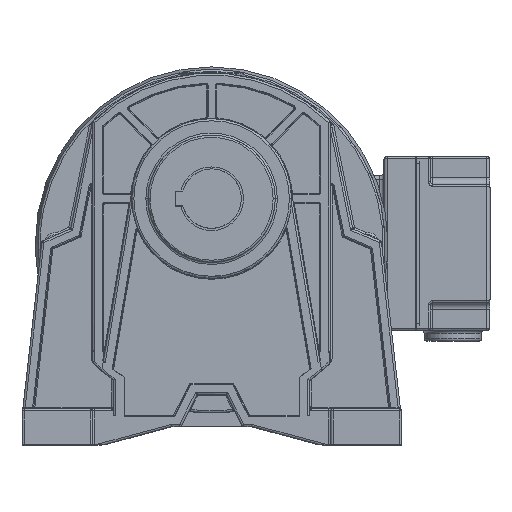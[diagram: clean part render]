
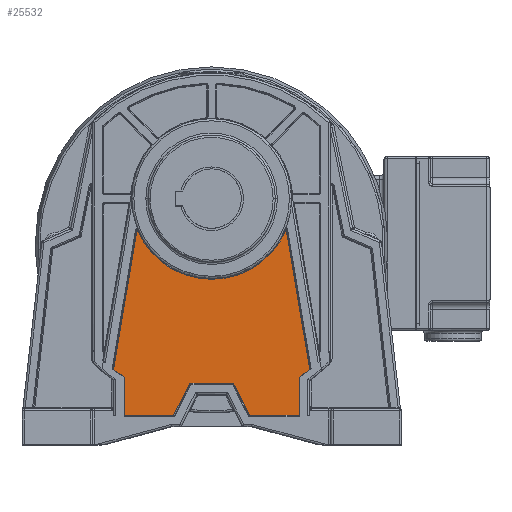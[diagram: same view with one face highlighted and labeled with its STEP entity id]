
A CAD part, top view. The second image highlights one B-rep face of the part: STEP entity #25532.
In plain terms, the highlighted planar face has unit normal (0, 0, 1).
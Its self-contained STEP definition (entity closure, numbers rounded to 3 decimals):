
#6422=CARTESIAN_POINT('',(0.,0.,6.533));
#6423=DIRECTION('',(0.,0.,-1.));
#6424=DIRECTION('',(-0.546,-0.838,0.));
#6425=AXIS2_PLACEMENT_3D('',#6422,#6423,#6424);
#6427=DIRECTION('',(0.166,0.986,0.));
#6428=VECTOR('',#6427,66.683);
#6429=CARTESIAN_POINT('',(-46.274,-59.816,6.533));
#6430=LINE('',#6429,#6428);
#6431=CARTESIAN_POINT('',(-35.227,5.945,6.533));
#6432=CARTESIAN_POINT('',(-35.221,5.97,6.533));
#6433=CARTESIAN_POINT('',(-35.201,6.009,6.532));
#6434=CARTESIAN_POINT('',(-35.143,6.032,6.533));
#6435=CARTESIAN_POINT('',(-35.086,6.024,6.532));
#6436=CARTESIAN_POINT('',(-35.054,5.995,6.533));
#6437=CARTESIAN_POINT('',(-35.04,5.975,6.533));
#6439=CARTESIAN_POINT('',(0.,20.904,6.533));
#6440=DIRECTION('',(0.,0.,1.));
#6441=DIRECTION('',(-0.92,-0.392,0.));
#6442=AXIS2_PLACEMENT_3D('',#6439,#6440,#6441);
#6444=CARTESIAN_POINT('',(35.037,5.968,6.532));
#6445=CARTESIAN_POINT('',(35.051,5.992,6.532));
#6446=CARTESIAN_POINT('',(35.081,6.027,6.532));
#6447=CARTESIAN_POINT('',(35.147,6.031,6.533));
#6448=CARTESIAN_POINT('',(35.199,6.008,6.532));
#6449=CARTESIAN_POINT('',(35.22,5.97,6.533));
#6450=CARTESIAN_POINT('',(35.227,5.946,6.533));
#6452=DIRECTION('',(0.166,-0.986,0.));
#6453=VECTOR('',#6452,66.683);
#6454=CARTESIAN_POINT('',(35.227,5.946,6.533));
#6455=LINE('',#6454,#6453);
#6456=CARTESIAN_POINT('',(0.,0.,6.533));
#6457=DIRECTION('',(0.,0.,-1.));
#6458=DIRECTION('',(0.612,-0.791,0.));
#6459=AXIS2_PLACEMENT_3D('',#6456,#6457,#6458);
#6461=DIRECTION('',(0.,-1.,0.));
#6462=VECTOR('',#6461,17.84);
#6463=CARTESIAN_POINT('',(41.28,-63.366,6.533));
#6464=LINE('',#6463,#6462);
#6465=DIRECTION('',(-0.447,0.894,0.));
#6466=VECTOR('',#6465,16.236);
#6467=CARTESIAN_POINT('',(17.807,-81.151,6.533));
#6468=LINE('',#6467,#6466);
#6469=CARTESIAN_POINT('',(9.741,-67.031,6.533));
#6470=DIRECTION('',(0.,0.,1.));
#6471=DIRECTION('',(0.894,0.447,0.));
#6472=AXIS2_PLACEMENT_3D('',#6469,#6470,#6471);
#6474=CARTESIAN_POINT('',(-9.741,-67.031,6.533));
#6475=DIRECTION('',(0.,0.,1.));
#6476=DIRECTION('',(0.,1.,0.));
#6477=AXIS2_PLACEMENT_3D('',#6474,#6475,#6476);
#6479=DIRECTION('',(-0.447,-0.894,0.));
#6480=VECTOR('',#6479,16.236);
#6481=CARTESIAN_POINT('',(-10.546,-66.629,6.533));
#6482=LINE('',#6481,#6480);
#6483=DIRECTION('',(0.,-1.,0.));
#6484=VECTOR('',#6483,17.84);
#6485=CARTESIAN_POINT('',(-41.28,-63.366,6.533));
#6486=LINE('',#6485,#6484);
#6497=DIRECTION('',(1.,0.,0.));
#6498=VECTOR('',#6497,23.383);
#6499=CARTESIAN_POINT('',(-41.28,-81.206,6.533));
#6500=LINE('',#6499,#6498);
#6505=CARTESIAN_POINT('',(-17.897,-81.206,6.533));
#6506=CARTESIAN_POINT('',(-17.884,-81.206,
6.533));
#6507=CARTESIAN_POINT('',(-17.861,-81.201,6.533));
#6508=CARTESIAN_POINT('',(-17.828,-81.181,6.533));
#6509=CARTESIAN_POINT('',(-17.813,-81.162,6.533));
#6510=CARTESIAN_POINT('',(-17.807,-81.151,6.533));
#6546=DIRECTION('',(1.,0.,0.));
#6547=VECTOR('',#6546,19.482);
#6548=CARTESIAN_POINT('',(-9.741,-66.131,6.533));
#6549=LINE('',#6548,#6547);
#6573=CARTESIAN_POINT('',(17.807,-81.151,6.533));
#6574=CARTESIAN_POINT('',(17.813,-81.162,6.533));
#6575=CARTESIAN_POINT('',(17.828,-81.18,6.533));
#6576=CARTESIAN_POINT('',(17.86,-81.201,6.533));
#6577=CARTESIAN_POINT('',(17.884,-81.205,6.533));
#6578=CARTESIAN_POINT('',(17.897,-81.206,6.533));
#6599=DIRECTION('',(1.,0.,0.));
#6600=VECTOR('',#6599,23.383);
#6601=CARTESIAN_POINT('',(17.897,-81.206,6.533));
#6602=LINE('',#6601,#6600);
#15890=CARTESIAN_POINT('',(41.28,-63.366,6.533));
#15891=VERTEX_POINT('',#15890);
#15892=CARTESIAN_POINT('',(46.274,-59.816,6.533));
#15893=VERTEX_POINT('',#15892);
#15896=CARTESIAN_POINT('',(35.227,5.946,6.533));
#15897=VERTEX_POINT('',#15896);
#15898=CARTESIAN_POINT('',(-41.28,-63.366,6.533));
#15899=CARTESIAN_POINT('',(-41.28,-81.206,6.533));
#15900=VERTEX_POINT('',#15898);
#15901=VERTEX_POINT('',#15899);
#15902=CARTESIAN_POINT('',(-46.274,-59.816,6.533));
#15903=VERTEX_POINT('',#15902);
#15904=CARTESIAN_POINT('',(-35.227,5.945,
6.533));
#15905=VERTEX_POINT('',#15904);
#15906=VERTEX_POINT('',#6437);
#15907=CARTESIAN_POINT('',(35.037,5.968,6.533));
#15908=VERTEX_POINT('',#15907);
#15909=CARTESIAN_POINT('',(41.28,-81.206,6.533));
#15910=VERTEX_POINT('',#15909);
#15911=CARTESIAN_POINT('',(17.897,-81.206,6.533));
#15912=VERTEX_POINT('',#15911);
#15913=VERTEX_POINT('',#6573);
#15914=CARTESIAN_POINT('',(10.546,-66.629,6.533));
#15915=VERTEX_POINT('',#15914);
#15916=CARTESIAN_POINT('',(9.741,-66.131,6.533));
#15917=VERTEX_POINT('',#15916);
#15918=CARTESIAN_POINT('',(-9.741,-66.131,6.533));
#15919=VERTEX_POINT('',#15918);
#15920=CARTESIAN_POINT('',(-10.546,-66.629,6.533));
#15921=VERTEX_POINT('',#15920);
#15922=CARTESIAN_POINT('',(-17.807,-81.151,6.533));
#15923=VERTEX_POINT('',#15922);
#15924=VERTEX_POINT('',#6505);
#25491=CARTESIAN_POINT('',(0.,0.,6.533));
#25492=DIRECTION('',(0.,0.,1.));
#25493=DIRECTION('',(1.,0.,0.));
#25494=AXIS2_PLACEMENT_3D('',#25491,#25492,#25493);
#25495=PLANE('',#25494);
#25497=ORIENTED_EDGE('',*,*,#25496,.F.);
#25499=ORIENTED_EDGE('',*,*,#25498,.T.);
#25501=ORIENTED_EDGE('',*,*,#25500,.T.);
#25503=ORIENTED_EDGE('',*,*,#25502,.T.);
#25505=ORIENTED_EDGE('',*,*,#25504,.T.);
#25507=ORIENTED_EDGE('',*,*,#25506,.T.);
#25508=ORIENTED_EDGE('',*,*,#25483,.T.);
#25509=ORIENTED_EDGE('',*,*,#25456,.T.);
#25511=ORIENTED_EDGE('',*,*,#25510,.T.);
#25513=ORIENTED_EDGE('',*,*,#25512,.F.);
#25515=ORIENTED_EDGE('',*,*,#25514,.F.);
#25517=ORIENTED_EDGE('',*,*,#25516,.T.);
#25519=ORIENTED_EDGE('',*,*,#25518,.T.);
#25521=ORIENTED_EDGE('',*,*,#25520,.F.);
#25523=ORIENTED_EDGE('',*,*,#25522,.T.);
#25525=ORIENTED_EDGE('',*,*,#25524,.T.);
#25527=ORIENTED_EDGE('',*,*,#25526,.F.);
#25529=ORIENTED_EDGE('',*,*,#25528,.F.);
#25530=EDGE_LOOP('',(#25497,#25499,#25501,#25503,#25505,#25507,#25508,#25509,
#25511,#25513,#25515,#25517,#25519,#25521,#25523,#25525,#25527,#25529));
#25531=FACE_OUTER_BOUND('',#25530,.F.);
#6426=CIRCLE('',#6425,75.626);
#6438=B_SPLINE_CURVE_WITH_KNOTS('',3,(#6431,#6432,#6433,#6434,#6435,#6436,
#6437),.UNSPECIFIED.,.F.,.F.,(4,1,1,1,4),(0.,0.25,0.5,0.75,1.),
.UNSPECIFIED.);
#6443=CIRCLE('',#6442,38.088);
#6451=B_SPLINE_CURVE_WITH_KNOTS('',3,(#6444,#6445,#6446,#6447,#6448,#6449,
#6450),.UNSPECIFIED.,.F.,.F.,(4,1,1,1,4),(0.,0.25,0.5,0.75,1.),
.UNSPECIFIED.);
#6460=CIRCLE('',#6459,75.626);
#6473=CIRCLE('',#6472,0.9);
#6478=CIRCLE('',#6477,0.9);
#6511=B_SPLINE_CURVE_WITH_KNOTS('',3,(#6505,#6506,#6507,#6508,#6509,#6510),
.UNSPECIFIED.,.F.,.F.,(4,1,1,4),(0.,0.333,0.667,1.),
.UNSPECIFIED.);
#6579=B_SPLINE_CURVE_WITH_KNOTS('',3,(#6573,#6574,#6575,#6576,#6577,#6578),
.UNSPECIFIED.,.F.,.F.,(4,1,1,4),(0.,0.333,0.667,1.),
.UNSPECIFIED.);
#25456=EDGE_CURVE('',#15893,#15891,#6460,.T.);
#25483=EDGE_CURVE('',#15897,#15893,#6455,.T.);
#25496=EDGE_CURVE('',#15900,#15901,#6486,.T.);
#25498=EDGE_CURVE('',#15900,#15903,#6426,.T.);
#25500=EDGE_CURVE('',#15903,#15905,#6430,.T.);
#25502=EDGE_CURVE('',#15905,#15906,#6438,.T.);
#25504=EDGE_CURVE('',#15906,#15908,#6443,.T.);
#25506=EDGE_CURVE('',#15908,#15897,#6451,.T.);
#25510=EDGE_CURVE('',#15891,#15910,#6464,.T.);
#25512=EDGE_CURVE('',#15912,#15910,#6602,.T.);
#25514=EDGE_CURVE('',#15913,#15912,#6579,.T.);
#25516=EDGE_CURVE('',#15913,#15915,#6468,.T.);
#25518=EDGE_CURVE('',#15915,#15917,#6473,.T.);
#25520=EDGE_CURVE('',#15919,#15917,#6549,.T.);
#25522=EDGE_CURVE('',#15919,#15921,#6478,.T.);
#25524=EDGE_CURVE('',#15921,#15923,#6482,.T.);
#25526=EDGE_CURVE('',#15924,#15923,#6511,.T.);
#25528=EDGE_CURVE('',#15901,#15924,#6500,.T.);
#25532=ADVANCED_FACE('',(#25531),#25495,.T.);
